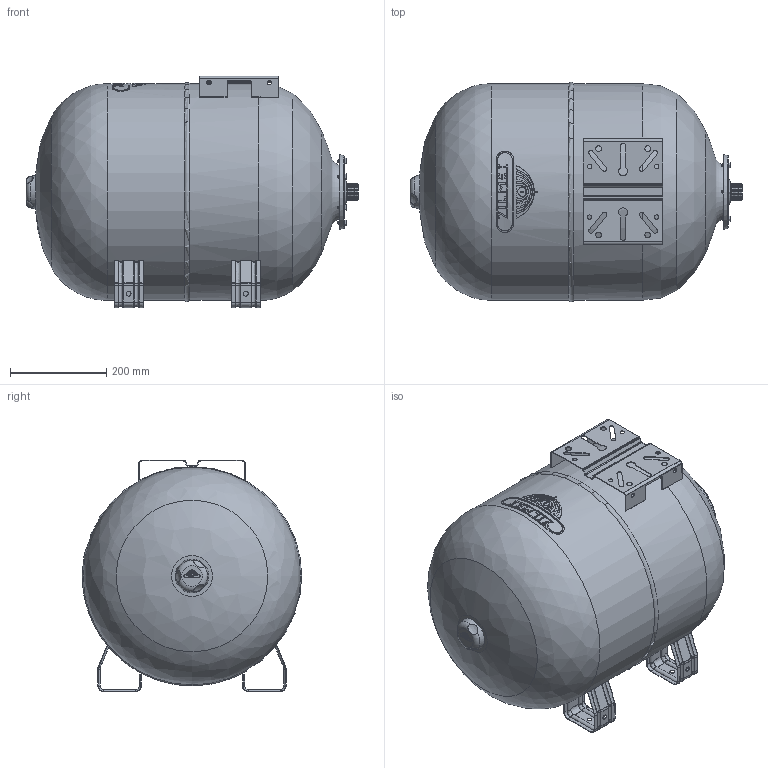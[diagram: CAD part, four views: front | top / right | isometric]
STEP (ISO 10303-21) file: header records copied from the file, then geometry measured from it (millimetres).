
FILE_DESCRIPTION(/* description */ (''),/* implementation_level */ '2;1');
FILE_NAME(/* name */ '06_ULTRA-PRO 80L Н 10bar_1100008013.stp',/* time_stamp */ '2019-09-17T13:40:32+03:00',/* author */ ('shkarinov'),/* organization */ (''),/* preprocessor_version */ 'ST-DEVELOPER v16.5',/* originating_system */ 'Autodesk Inventor 2017',/* authorisation */ '');
FILE_SCHEMA (('AUTOMOTIVE_DESIGN { 1 0 10303 214 3 1 1 }'));
Length unit declared in the file: millimetre
Products named in the file (1): 06_ULTRA-PRO 80L Н 10bar_1100008005
Bounding box: 688.44 x 454.9 x 480 mm (x, y, z)
Volume: 84356321.5 mm3; surface area: 1238476.6 mm2
Topology: 1 solids, 2 shells, 899 faces, 2212 edges, 1359 vertices
Faces by surface type: plane 437, cylinder 238, cone 112, bspline 69, torus 40, sphere 3
Full cylindrical faces by diameter (mm): 6 x6, 9 x8, 10 x8, 12 x4, 30.25 x2, 107.757 x1, 145.241 x1, 450 x2
Entity records: 29942 total; most frequent: CARTESIAN_POINT 8388, DIRECTION 4324, ORIENTED_EDGE 4214, EDGE_CURVE 2105, AXIS2_PLACEMENT_3D 1551, VERTEX_POINT 1341, LINE 1222, VECTOR 1222
